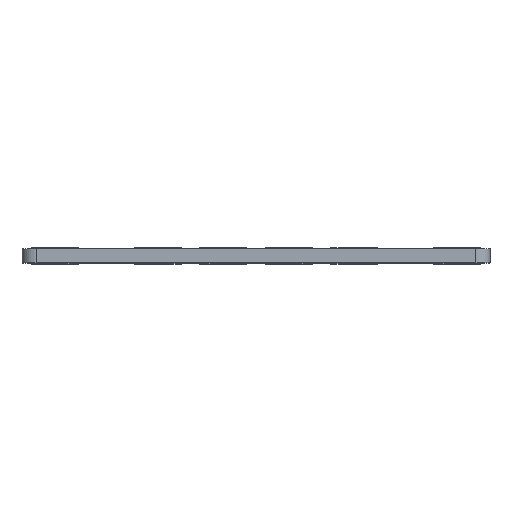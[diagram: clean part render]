
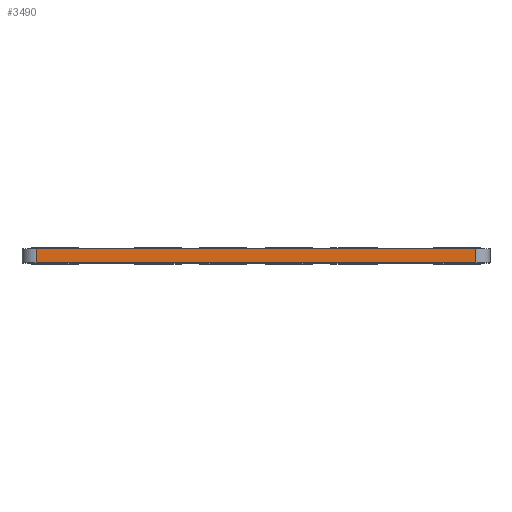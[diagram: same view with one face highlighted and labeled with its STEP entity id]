
A CAD part, top view. The second image highlights one B-rep face of the part: STEP entity #3490.
In plain terms, the highlighted planar face has unit normal (0, 0, 1).
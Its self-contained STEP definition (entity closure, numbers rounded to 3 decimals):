
#127 = EDGE_CURVE ( 'NONE', #6116, #6696, #2076, .T. ) ;
#218 = CARTESIAN_POINT ( 'NONE',  ( -23.5, 0., 25. ) ) ;
#376 = VECTOR ( 'NONE', #4857, 1000. ) ;
#446 = VERTEX_POINT ( 'NONE', #218 ) ;
#552 = PLANE ( 'NONE',  #4724 ) ;
#1205 = ORIENTED_EDGE ( 'NONE', *, *, #3944, .T. ) ;
#1240 = VERTEX_POINT ( 'NONE', #5475 ) ;
#1646 = EDGE_CURVE ( 'NONE', #446, #1240, #5539, .T. ) ;
#1692 = EDGE_LOOP ( 'NONE', ( #6484, #4320, #2025, #1205 ) ) ;
#2025 = ORIENTED_EDGE ( 'NONE', *, *, #127, .F. ) ;
#2076 = LINE ( 'NONE', #2626, #376 ) ;
#2260 = LINE ( 'NONE', #5120, #5298 ) ;
#2626 = CARTESIAN_POINT ( 'NONE',  ( -23.5, 1.5, 25. ) ) ;
#3104 = CARTESIAN_POINT ( 'NONE',  ( 23.5, 1.5, 25. ) ) ;
#3182 = CARTESIAN_POINT ( 'NONE',  ( 23.5, 1.5, 25. ) ) ;
#3265 = DIRECTION ( 'NONE',  ( -1., 0., 0. ) ) ;
#3336 = FACE_OUTER_BOUND ( 'NONE', #1692, .T. ) ;
#3490 = ADVANCED_FACE ( 'NONE', ( #3336 ), #552, .F. ) ;
#3873 = DIRECTION ( 'NONE',  ( 0., -1., 0. ) ) ;
#3875 = VECTOR ( 'NONE', #6107, 1000. ) ;
#3878 = LINE ( 'NONE', #3182, #3875 ) ;
#3944 = EDGE_CURVE ( 'NONE', #6116, #446, #2260, .T. ) ;
#4320 = ORIENTED_EDGE ( 'NONE', *, *, #5206, .F. ) ;
#4436 = CARTESIAN_POINT ( 'NONE',  ( -23.5, 1.5, 25. ) ) ;
#4542 = CARTESIAN_POINT ( 'NONE',  ( -23.5, 1.5, 25. ) ) ;
#4724 = AXIS2_PLACEMENT_3D ( 'NONE', #4436, #6043, #3265 ) ;
#4857 = DIRECTION ( 'NONE',  ( 1., 0., 0. ) ) ;
#4950 = DIRECTION ( 'NONE',  ( 1., 0., 0. ) ) ;
#5113 = VECTOR ( 'NONE', #4950, 1000. ) ;
#5120 = CARTESIAN_POINT ( 'NONE',  ( -23.5, 1.5, 25. ) ) ;
#5206 = EDGE_CURVE ( 'NONE', #6696, #1240, #3878, .T. ) ;
#5298 = VECTOR ( 'NONE', #3873, 1000. ) ;
#5475 = CARTESIAN_POINT ( 'NONE',  ( 23.5, 0., 25. ) ) ;
#5503 = CARTESIAN_POINT ( 'NONE',  ( -23.5, 0., 25. ) ) ;
#5539 = LINE ( 'NONE', #5503, #5113 ) ;
#6043 = DIRECTION ( 'NONE',  ( 0., 0., -1. ) ) ;
#6107 = DIRECTION ( 'NONE',  ( 0., -1., 0. ) ) ;
#6116 = VERTEX_POINT ( 'NONE', #4542 ) ;
#6484 = ORIENTED_EDGE ( 'NONE', *, *, #1646, .T. ) ;
#6696 = VERTEX_POINT ( 'NONE', #3104 ) ;
